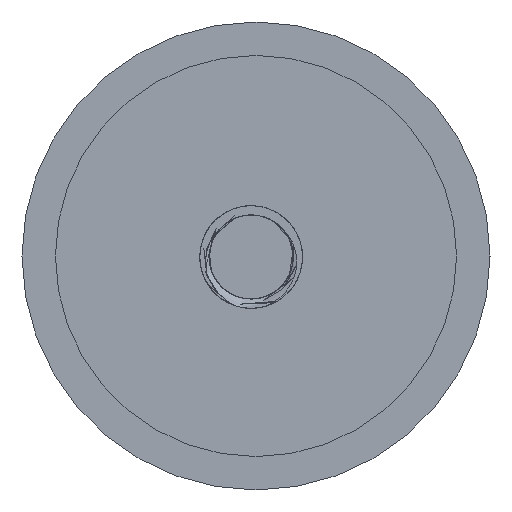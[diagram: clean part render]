
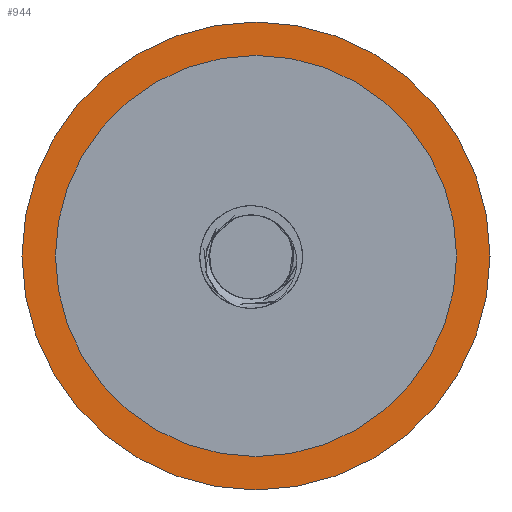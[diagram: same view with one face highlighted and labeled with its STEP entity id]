
A CAD part, left-side view. The second image highlights one B-rep face of the part: STEP entity #944.
In plain terms, the highlighted planar face has unit normal (-1, 0, 0).
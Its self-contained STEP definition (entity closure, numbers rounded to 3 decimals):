
#16=FACE_BOUND('',#129,.T.);
#23=PLANE('',#1017);
#74=FACE_OUTER_BOUND('',#128,.T.);
#128=EDGE_LOOP('',(#838));
#129=EDGE_LOOP('',(#839));
#142=CIRCLE('',#1016,12.);
#143=CIRCLE('',#1018,14.);
#414=VERTEX_POINT('',#4138);
#415=VERTEX_POINT('',#4142);
#555=EDGE_CURVE('',#414,#414,#142,.T.);
#557=EDGE_CURVE('',#415,#415,#143,.T.);
#838=ORIENTED_EDGE('',*,*,#557,.F.);
#839=ORIENTED_EDGE('',*,*,#555,.T.);
#944=ADVANCED_FACE('',(#74,#16),#23,.T.);
#1016=AXIS2_PLACEMENT_3D('',#4139,#1175,#1176);
#1017=AXIS2_PLACEMENT_3D('',#4141,#1178,#1179);
#1018=AXIS2_PLACEMENT_3D('',#4143,#1180,#1181);
#1175=DIRECTION('center_axis',(1.,0.,0.));
#1176=DIRECTION('ref_axis',(0.,0.,-1.));
#1178=DIRECTION('center_axis',(-1.,0.,0.));
#1179=DIRECTION('ref_axis',(0.,0.,1.));
#1180=DIRECTION('center_axis',(1.,0.,0.));
#1181=DIRECTION('ref_axis',(0.,0.,-1.));
#4138=CARTESIAN_POINT('',(-230.,-12.,0.));
#4139=CARTESIAN_POINT('Origin',(-230.,0.,0.));
#4141=CARTESIAN_POINT('Origin',(-230.,14.,0.));
#4142=CARTESIAN_POINT('',(-230.,-14.,0.));
#4143=CARTESIAN_POINT('Origin',(-230.,0.,0.));
